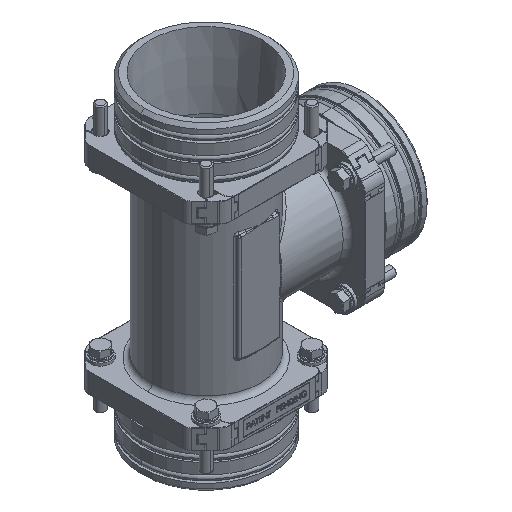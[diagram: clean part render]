
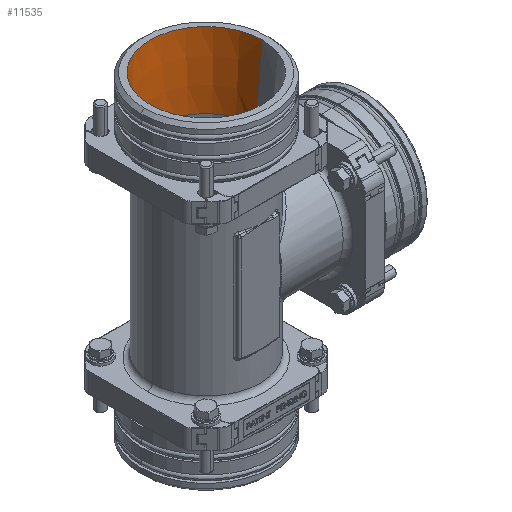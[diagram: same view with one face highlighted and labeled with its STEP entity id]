
A CAD part, isometric view. The second image highlights one B-rep face of the part: STEP entity #11535.
In plain terms, the highlighted conical face has half-angle 5 degrees and reference radius 33.74 mm.
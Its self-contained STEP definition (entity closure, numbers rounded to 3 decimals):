
#1367 = CARTESIAN_POINT ( 'NONE',  ( 33.74, 0., 95.75 ) ) ;
#1945 = DIRECTION ( 'NONE',  ( 0., 0., 1. ) ) ;
#3507 = EDGE_CURVE ( 'NONE', #23194, #28571, #9479, .T. ) ;
#9479 = LINE ( 'NONE', #13811, #19215 ) ;
#9998 = EDGE_CURVE ( 'NONE', #32243, #28571, #45493, .T. ) ;
#11535 = ADVANCED_FACE ( 'NONE', ( #25227 ), #22641, .F. ) ;
#11950 = CARTESIAN_POINT ( 'NONE',  ( -33.74, 0., 95.75 ) ) ;
#13811 = CARTESIAN_POINT ( 'NONE',  ( -33.74, 0., 95.75 ) ) ;
#19215 = VECTOR ( 'NONE', #46838, 1000. ) ;
#20506 = EDGE_LOOP ( 'NONE', ( #43807, #48138, #32867, #38973 ) ) ;
#20760 = AXIS2_PLACEMENT_3D ( 'NONE', #21942, #30271, #46797 ) ;
#21942 = CARTESIAN_POINT ( 'NONE',  ( 0., 0., 95.75 ) ) ;
#22641 = CONICAL_SURFACE ( 'NONE', #20760, 33.74, 0.087 ) ;
#22994 = DIRECTION ( 'NONE',  ( 0., 0., 1. ) ) ;
#23194 = VERTEX_POINT ( 'NONE', #30456 ) ;
#25227 = FACE_OUTER_BOUND ( 'NONE', #20506, .T. ) ;
#26765 = CARTESIAN_POINT ( 'NONE',  ( 0., 0., 53. ) ) ;
#28571 = VERTEX_POINT ( 'NONE', #11950 ) ;
#30271 = DIRECTION ( 'NONE',  ( 0., 0., 1. ) ) ;
#30351 = DIRECTION ( 'NONE',  ( 0.087, 0., 0.996 ) ) ;
#30456 = CARTESIAN_POINT ( 'NONE',  ( -30., 0., 53. ) ) ;
#30941 = DIRECTION ( 'NONE',  ( 1., 0., 0. ) ) ;
#32243 = VERTEX_POINT ( 'NONE', #33809 ) ;
#32867 = ORIENTED_EDGE ( 'NONE', *, *, #48830, .T. ) ;
#33809 = CARTESIAN_POINT ( 'NONE',  ( 33.74, 0., 95.75 ) ) ;
#38834 = VECTOR ( 'NONE', #30351, 1000. ) ;
#38973 = ORIENTED_EDGE ( 'NONE', *, *, #9998, .T. ) ;
#40871 = AXIS2_PLACEMENT_3D ( 'NONE', #47854, #22994, #52000 ) ;
#42397 = EDGE_CURVE ( 'NONE', #51243, #23194, #51322, .T. ) ;
#43807 = ORIENTED_EDGE ( 'NONE', *, *, #3507, .F. ) ;
#45191 = CARTESIAN_POINT ( 'NONE',  ( 30., 0., 53. ) ) ;
#45493 = CIRCLE ( 'NONE', #40871, 33.74 ) ;
#46797 = DIRECTION ( 'NONE',  ( 1., 0., 0. ) ) ;
#46838 = DIRECTION ( 'NONE',  ( -0.087, 0., 0.996 ) ) ;
#47854 = CARTESIAN_POINT ( 'NONE',  ( 0., 0., 95.75 ) ) ;
#48138 = ORIENTED_EDGE ( 'NONE', *, *, #42397, .F. ) ;
#48830 = EDGE_CURVE ( 'NONE', #51243, #32243, #49864, .T. ) ;
#49864 = LINE ( 'NONE', #1367, #38834 ) ;
#51243 = VERTEX_POINT ( 'NONE', #45191 ) ;
#51322 = CIRCLE ( 'NONE', #52149, 30. ) ;
#52000 = DIRECTION ( 'NONE',  ( 1., 0., 0. ) ) ;
#52149 = AXIS2_PLACEMENT_3D ( 'NONE', #26765, #1945, #30941 ) ;
